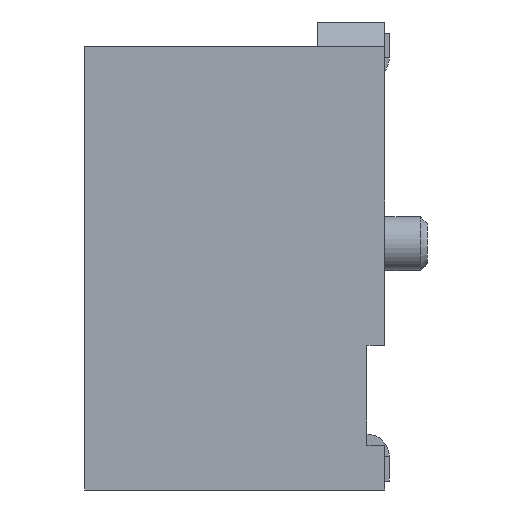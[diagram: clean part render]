
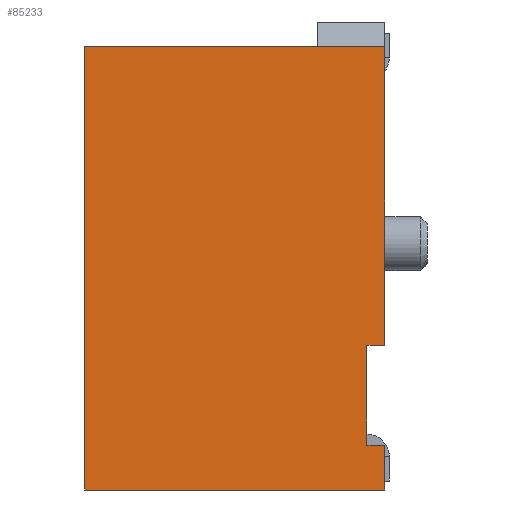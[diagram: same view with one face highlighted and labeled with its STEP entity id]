
A CAD part, left-side view. The second image highlights one B-rep face of the part: STEP entity #85233.
In plain terms, the highlighted planar face has unit normal (-1, 0, 0).
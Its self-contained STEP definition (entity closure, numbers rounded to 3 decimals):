
#1314 = LINE ( 'NONE', #138605, #99296 ) ;
#6474 = EDGE_CURVE ( 'NONE', #208380, #87226, #111133, .T. ) ;
#19655 = LINE ( 'NONE', #83873, #106261 ) ;
#27147 = VECTOR ( 'NONE', #241996, 1000. ) ;
#29875 = ORIENTED_EDGE ( 'NONE', *, *, #134666, .T. ) ;
#41944 = EDGE_CURVE ( 'NONE', #156370, #135198, #99240, .T. ) ;
#43306 = CARTESIAN_POINT ( 'NONE',  ( -17.15, 6.7, 4.95 ) ) ;
#48811 = VERTEX_POINT ( 'NONE', #74613 ) ;
#52634 = EDGE_CURVE ( 'NONE', #135198, #232177, #1314, .T. ) ;
#57896 = DIRECTION ( 'NONE',  ( 0., -1., 0. ) ) ;
#59088 = LINE ( 'NONE', #293224, #182064 ) ;
#65547 = ORIENTED_EDGE ( 'NONE', *, *, #52634, .F. ) ;
#66418 = VERTEX_POINT ( 'NONE', #261095 ) ;
#70008 = EDGE_LOOP ( 'NONE', ( #103264, #253839, #65547, #288083, #212815, #120965, #177676, #73021, #29875 ) ) ;
#73021 = ORIENTED_EDGE ( 'NONE', *, *, #299360, .F. ) ;
#74613 = CARTESIAN_POINT ( 'NONE',  ( -17.15, 0., -4.95 ) ) ;
#77311 = CARTESIAN_POINT ( 'NONE',  ( -17.15, 6.7, -4.95 ) ) ;
#79005 = CARTESIAN_POINT ( 'NONE',  ( -17.15, 0.4, -1.72 ) ) ;
#80409 = CARTESIAN_POINT ( 'NONE',  ( -17.15, 6.7, -4.95 ) ) ;
#83133 = CARTESIAN_POINT ( 'NONE',  ( -17.15, 6.7, -4.95 ) ) ;
#83166 = DIRECTION ( 'NONE',  ( 0., 0., 1. ) ) ;
#83873 = CARTESIAN_POINT ( 'NONE',  ( -17.15, -8.5, 4.95 ) ) ;
#85233 = ADVANCED_FACE ( 'NONE', ( #254462 ), #288232, .F. ) ;
#86894 = CARTESIAN_POINT ( 'NONE',  ( -17.15, 0., -1.72 ) ) ;
#87226 = VERTEX_POINT ( 'NONE', #233432 ) ;
#90173 = LINE ( 'NONE', #184318, #162755 ) ;
#99047 = CARTESIAN_POINT ( 'NONE',  ( -17.15, 0., -4.95 ) ) ;
#99240 = LINE ( 'NONE', #80409, #27147 ) ;
#99296 = VECTOR ( 'NONE', #235654, 1000. ) ;
#103264 = ORIENTED_EDGE ( 'NONE', *, *, #6474, .T. ) ;
#106261 = VECTOR ( 'NONE', #174830, 1000. ) ;
#109535 = LINE ( 'NONE', #206856, #250505 ) ;
#111050 = DIRECTION ( 'NONE',  ( 0., -1., 0. ) ) ;
#111133 = LINE ( 'NONE', #99047, #277605 ) ;
#114682 = DIRECTION ( 'NONE',  ( 0., -1., 0. ) ) ;
#120965 = ORIENTED_EDGE ( 'NONE', *, *, #282208, .T. ) ;
#132234 = EDGE_CURVE ( 'NONE', #206651, #66418, #229650, .T. ) ;
#134666 = EDGE_CURVE ( 'NONE', #218065, #208380, #109535, .T. ) ;
#135198 = VERTEX_POINT ( 'NONE', #43306 ) ;
#137298 = AXIS2_PLACEMENT_3D ( 'NONE', #198395, #263091, #239789 ) ;
#138605 = CARTESIAN_POINT ( 'NONE',  ( -17.15, 6.7, 4.95 ) ) ;
#149630 = CARTESIAN_POINT ( 'NONE',  ( -17.15, 0.4, -3.95 ) ) ;
#156370 = VERTEX_POINT ( 'NONE', #77311 ) ;
#159230 = EDGE_CURVE ( 'NONE', #156370, #48811, #256414, .T. ) ;
#162755 = VECTOR ( 'NONE', #230730, 1000. ) ;
#174830 = DIRECTION ( 'NONE',  ( 0., 1., 0. ) ) ;
#177676 = ORIENTED_EDGE ( 'NONE', *, *, #132234, .F. ) ;
#182064 = VECTOR ( 'NONE', #83166, 1000. ) ;
#184318 = CARTESIAN_POINT ( 'NONE',  ( -17.15, 0.4, -1.72 ) ) ;
#194112 = DIRECTION ( 'NONE',  ( 0., 0., 1. ) ) ;
#198395 = CARTESIAN_POINT ( 'NONE',  ( -17.15, 6.7, -4.95 ) ) ;
#198769 = VECTOR ( 'NONE', #57896, 1000. ) ;
#206651 = VERTEX_POINT ( 'NONE', #149630 ) ;
#206856 = CARTESIAN_POINT ( 'NONE',  ( -17.15, 0.4, -1.72 ) ) ;
#208380 = VERTEX_POINT ( 'NONE', #86894 ) ;
#212815 = ORIENTED_EDGE ( 'NONE', *, *, #159230, .T. ) ;
#217774 = CARTESIAN_POINT ( 'NONE',  ( -17.15, 1.5, 4.95 ) ) ;
#218065 = VERTEX_POINT ( 'NONE', #79005 ) ;
#225848 = VECTOR ( 'NONE', #111050, 1000. ) ;
#229650 = LINE ( 'NONE', #271823, #225848 ) ;
#230730 = DIRECTION ( 'NONE',  ( 0., 0., -1. ) ) ;
#232177 = VERTEX_POINT ( 'NONE', #217774 ) ;
#233432 = CARTESIAN_POINT ( 'NONE',  ( -17.15, 0., 4.95 ) ) ;
#235654 = DIRECTION ( 'NONE',  ( 0., -1., 0. ) ) ;
#239789 = DIRECTION ( 'NONE',  ( 0., 1., 0. ) ) ;
#241996 = DIRECTION ( 'NONE',  ( 0., 0., 1. ) ) ;
#250505 = VECTOR ( 'NONE', #114682, 1000. ) ;
#253839 = ORIENTED_EDGE ( 'NONE', *, *, #281751, .T. ) ;
#254462 = FACE_OUTER_BOUND ( 'NONE', #70008, .T. ) ;
#256414 = LINE ( 'NONE', #83133, #198769 ) ;
#261095 = CARTESIAN_POINT ( 'NONE',  ( -17.15, 0., -3.95 ) ) ;
#263091 = DIRECTION ( 'NONE',  ( 1., 0., 0. ) ) ;
#271823 = CARTESIAN_POINT ( 'NONE',  ( -17.15, 0.4, -3.95 ) ) ;
#277605 = VECTOR ( 'NONE', #194112, 1000. ) ;
#281751 = EDGE_CURVE ( 'NONE', #87226, #232177, #19655, .T. ) ;
#282208 = EDGE_CURVE ( 'NONE', #48811, #66418, #59088, .T. ) ;
#288083 = ORIENTED_EDGE ( 'NONE', *, *, #41944, .F. ) ;
#288232 = PLANE ( 'NONE',  #137298 ) ;
#293224 = CARTESIAN_POINT ( 'NONE',  ( -17.15, 0., -4.95 ) ) ;
#299360 = EDGE_CURVE ( 'NONE', #218065, #206651, #90173, .T. ) ;
